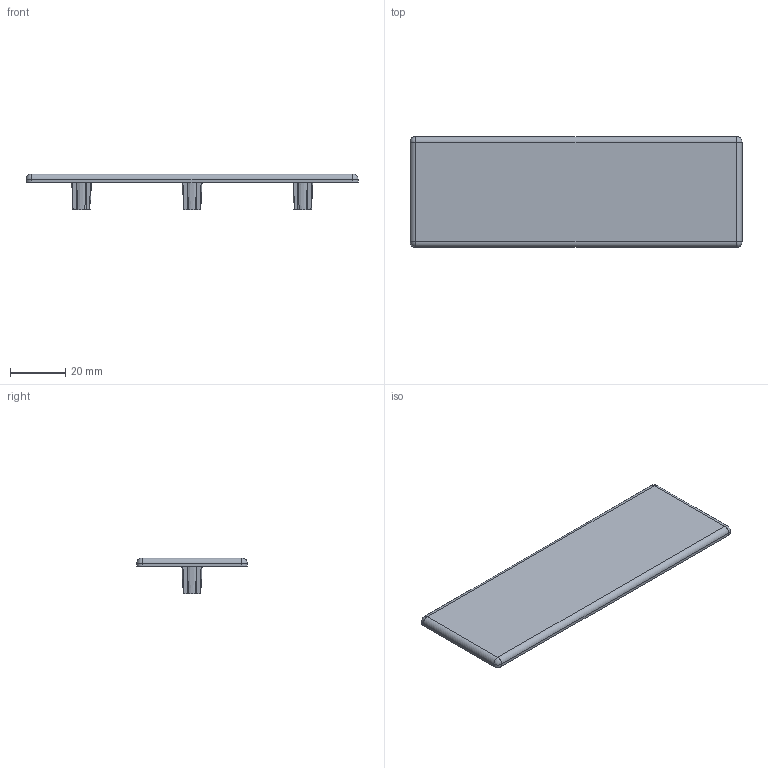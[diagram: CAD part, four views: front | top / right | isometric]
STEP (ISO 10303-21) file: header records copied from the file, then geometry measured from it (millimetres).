
FILE_DESCRIPTION(/* description */ (''),/* implementation_level */ '2;1');
FILE_NAME(/* name */ 'DTPTR0000130.stp',/* time_stamp */ '2018-07-20T11:28:49+02:00',/* author */ ('fzagni'),/* organization */ (''),/* preprocessor_version */ 'ST-DEVELOPER v16.1',/* originating_system */ 'Autodesk Inventor 2016',/* authorisation */ '');
FILE_SCHEMA (('AUTOMOTIVE_DESIGN { 1 0 10303 214 3 1 1 }'));
Length unit declared in the file: millimetre
Products named in the file (1): DTPTR0000130
Bounding box: 120 x 40 x 13 mm (x, y, z)
Volume: 10985.6 mm3; surface area: 11369.1 mm2
Topology: 1 solids, 1 shells, 74 faces, 192 edges, 124 vertices
Faces by surface type: plane 38, cone 24, cylinder 8, sphere 4
Entity records: 2264 total; most frequent: CARTESIAN_POINT 439, ORIENTED_EDGE 384, DIRECTION 382, EDGE_CURVE 192, AXIS2_PLACEMENT_3D 139, VERTEX_POINT 124, LINE 104, VECTOR 104
